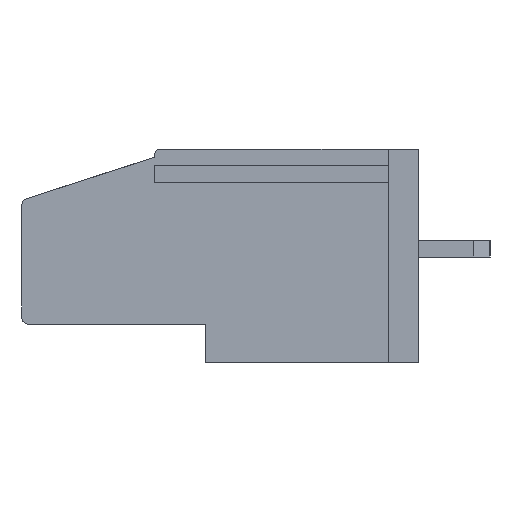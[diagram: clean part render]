
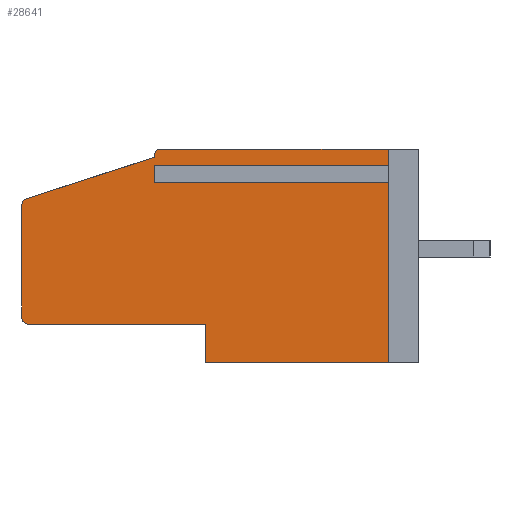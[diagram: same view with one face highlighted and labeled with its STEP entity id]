
A CAD part, left-side view. The second image highlights one B-rep face of the part: STEP entity #28641.
In plain terms, the highlighted planar face has unit normal (-1, 0, 0).
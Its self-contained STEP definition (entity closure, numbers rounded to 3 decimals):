
#165 = EDGE_CURVE ( 'NONE', #37952, #3457, #32960, .T. ) ;
#549 = ORIENTED_EDGE ( 'NONE', *, *, #13026, .F. ) ;
#993 = VERTEX_POINT ( 'NONE', #10651 ) ;
#1109 = CARTESIAN_POINT ( 'NONE',  ( 0., 1.5, 10.5 ) ) ;
#1714 = CARTESIAN_POINT ( 'NONE',  ( 0., 13., 9.098 ) ) ;
#1727 = EDGE_CURVE ( 'NONE', #38440, #37952, #4623, .T. ) ;
#1736 = DIRECTION ( 'NONE',  ( 1., 0., 0. ) ) ;
#1927 = PLANE ( 'NONE',  #35226 ) ;
#2878 = VERTEX_POINT ( 'NONE', #12211 ) ;
#3457 = VERTEX_POINT ( 'NONE', #4117 ) ;
#4117 = CARTESIAN_POINT ( 'NONE',  ( 0., 1.5, 0. ) ) ;
#4393 = CARTESIAN_POINT ( 'NONE',  ( 0., 19.5, 8. ) ) ;
#4623 = LINE ( 'NONE', #14108, #31447 ) ;
#4992 = CARTESIAN_POINT ( 'NONE',  ( 0., 1.5, 9.098 ) ) ;
#5538 = DIRECTION ( 'NONE',  ( 0., 1., 0. ) ) ;
#5645 = VERTEX_POINT ( 'NONE', #36025 ) ;
#5741 = LINE ( 'NONE', #11686, #35136 ) ;
#5744 = CARTESIAN_POINT ( 'NONE',  ( 0., 13., 10.2 ) ) ;
#5792 = ORIENTED_EDGE ( 'NONE', *, *, #29206, .T. ) ;
#6398 = DIRECTION ( 'NONE',  ( 0., 0., 1. ) ) ;
#6436 = ORIENTED_EDGE ( 'NONE', *, *, #19899, .T. ) ;
#7071 = EDGE_CURVE ( 'NONE', #18963, #27331, #13870, .T. ) ;
#7076 = ORIENTED_EDGE ( 'NONE', *, *, #12930, .F. ) ;
#7287 = DIRECTION ( 'NONE',  ( -1., 0., 0. ) ) ;
#7424 = VECTOR ( 'NONE', #6398, 1000. ) ;
#8343 = CARTESIAN_POINT ( 'NONE',  ( 0., 13., 9.502 ) ) ;
#8615 = CIRCLE ( 'NONE', #24082, 0.3 ) ;
#8620 = VERTEX_POINT ( 'NONE', #13524 ) ;
#8638 = FACE_OUTER_BOUND ( 'NONE', #17795, .T. ) ;
#9135 = EDGE_CURVE ( 'NONE', #18963, #39195, #20582, .T. ) ;
#9286 = DIRECTION ( 'NONE',  ( 0., 0., 1. ) ) ;
#9698 = VECTOR ( 'NONE', #33469, 1000. ) ;
#10233 = ORIENTED_EDGE ( 'NONE', *, *, #11842, .F. ) ;
#10495 = VERTEX_POINT ( 'NONE', #15670 ) ;
#10601 = DIRECTION ( 'NONE',  ( 0., 0., -1. ) ) ;
#10651 = CARTESIAN_POINT ( 'NONE',  ( 0., 19.2, 1.9 ) ) ;
#10913 = DIRECTION ( 'NONE',  ( 0., -0.952, 0.307 ) ) ;
#10999 = DIRECTION ( 'NONE',  ( 0., 0., -1. ) ) ;
#11532 = LINE ( 'NONE', #8343, #32153 ) ;
#11686 = CARTESIAN_POINT ( 'NONE',  ( 0., 13., 9.502 ) ) ;
#11842 = EDGE_CURVE ( 'NONE', #14693, #32672, #19479, .T. ) ;
#11869 = CARTESIAN_POINT ( 'NONE',  ( 0., 19.5, 10.5 ) ) ;
#11951 = CARTESIAN_POINT ( 'NONE',  ( 0., 12.7, 10.5 ) ) ;
#12211 = CARTESIAN_POINT ( 'NONE',  ( 0., 1.5, 9.502 ) ) ;
#12374 = LINE ( 'NONE', #28786, #18297 ) ;
#12459 = EDGE_CURVE ( 'NONE', #39195, #2878, #17320, .T. ) ;
#12930 = EDGE_CURVE ( 'NONE', #5645, #38440, #11532, .T. ) ;
#13026 = EDGE_CURVE ( 'NONE', #32672, #993, #21129, .T. ) ;
#13524 = CARTESIAN_POINT ( 'NONE',  ( 0., 13., 10.1 ) ) ;
#13611 = CARTESIAN_POINT ( 'NONE',  ( 0., 19.2, 2.2 ) ) ;
#13719 = VERTEX_POINT ( 'NONE', #34718 ) ;
#13792 = ORIENTED_EDGE ( 'NONE', *, *, #9135, .F. ) ;
#13870 = CIRCLE ( 'NONE', #19873, 0.3 ) ;
#14108 = CARTESIAN_POINT ( 'NONE',  ( 0., 13., 9.098 ) ) ;
#14338 = ORIENTED_EDGE ( 'NONE', *, *, #12459, .F. ) ;
#14693 = VERTEX_POINT ( 'NONE', #40130 ) ;
#15670 = CARTESIAN_POINT ( 'NONE',  ( 0., 19.292, 8.067 ) ) ;
#15865 = CARTESIAN_POINT ( 'NONE',  ( 0., 12.7, 10.2 ) ) ;
#16003 = EDGE_CURVE ( 'NONE', #5645, #2878, #5741, .T. ) ;
#16049 = ORIENTED_EDGE ( 'NONE', *, *, #16003, .T. ) ;
#16145 = ORIENTED_EDGE ( 'NONE', *, *, #21122, .F. ) ;
#16763 = EDGE_CURVE ( 'NONE', #10495, #8620, #20592, .T. ) ;
#17085 = VECTOR ( 'NONE', #10601, 1000. ) ;
#17320 = LINE ( 'NONE', #30174, #41597 ) ;
#17697 = CARTESIAN_POINT ( 'NONE',  ( 0., 10.5, 1.9 ) ) ;
#17795 = EDGE_LOOP ( 'NONE', ( #16145, #5792, #549, #10233, #33418, #18375, #22195, #7076, #16049, #14338, #13792, #39691, #31613, #18538, #6436 ) ) ;
#18297 = VECTOR ( 'NONE', #38147, 1000. ) ;
#18375 = ORIENTED_EDGE ( 'NONE', *, *, #165, .F. ) ;
#18538 = ORIENTED_EDGE ( 'NONE', *, *, #16763, .F. ) ;
#18599 = DIRECTION ( 'NONE',  ( -1., 0., 0. ) ) ;
#18819 = EDGE_CURVE ( 'NONE', #14693, #3457, #12374, .T. ) ;
#18963 = VERTEX_POINT ( 'NONE', #11951 ) ;
#19038 = LINE ( 'NONE', #37878, #7424 ) ;
#19045 = DIRECTION ( 'NONE',  ( 0., 0., -1. ) ) ;
#19479 = LINE ( 'NONE', #35101, #33746 ) ;
#19765 = DIRECTION ( 'NONE',  ( 0., -1., 0. ) ) ;
#19873 = AXIS2_PLACEMENT_3D ( 'NONE', #15865, #28938, #19045 ) ;
#19899 = EDGE_CURVE ( 'NONE', #10495, #24456, #21646, .T. ) ;
#20380 = CARTESIAN_POINT ( 'NONE',  ( 0., 19.5, 10.5 ) ) ;
#20582 = LINE ( 'NONE', #20380, #9698 ) ;
#20592 = LINE ( 'NONE', #4393, #37388 ) ;
#21122 = EDGE_CURVE ( 'NONE', #13719, #24456, #41031, .T. ) ;
#21129 = LINE ( 'NONE', #40850, #24161 ) ;
#21170 = DIRECTION ( 'NONE',  ( 0., 0., -1. ) ) ;
#21528 = DIRECTION ( 'NONE',  ( 0., -1., 0. ) ) ;
#21646 = CIRCLE ( 'NONE', #33158, 0.3 ) ;
#22195 = ORIENTED_EDGE ( 'NONE', *, *, #1727, .F. ) ;
#23004 = CARTESIAN_POINT ( 'NONE',  ( 0., 19.5, 7.782 ) ) ;
#23809 = DIRECTION ( 'NONE',  ( 0., 0., -1. ) ) ;
#24082 = AXIS2_PLACEMENT_3D ( 'NONE', #13611, #7287, #35740 ) ;
#24161 = VECTOR ( 'NONE', #5538, 1000. ) ;
#24456 = VERTEX_POINT ( 'NONE', #23004 ) ;
#24879 = CARTESIAN_POINT ( 'NONE',  ( 0., 19.2, 7.782 ) ) ;
#27331 = VERTEX_POINT ( 'NONE', #5744 ) ;
#28641 = ADVANCED_FACE ( 'NONE', ( #8638 ), #1927, .F. ) ;
#28786 = CARTESIAN_POINT ( 'NONE',  ( 0., 19.5, 0. ) ) ;
#28938 = DIRECTION ( 'NONE',  ( -1., 0., 0. ) ) ;
#29206 = EDGE_CURVE ( 'NONE', #13719, #993, #8615, .T. ) ;
#30174 = CARTESIAN_POINT ( 'NONE',  ( 0., 1.5, 10.5 ) ) ;
#31447 = VECTOR ( 'NONE', #19765, 1000. ) ;
#31613 = ORIENTED_EDGE ( 'NONE', *, *, #34023, .F. ) ;
#32153 = VECTOR ( 'NONE', #21170, 1000. ) ;
#32355 = DIRECTION ( 'NONE',  ( 0., 0., 1. ) ) ;
#32672 = VERTEX_POINT ( 'NONE', #17697 ) ;
#32960 = LINE ( 'NONE', #35903, #17085 ) ;
#33158 = AXIS2_PLACEMENT_3D ( 'NONE', #24879, #18599, #35267 ) ;
#33418 = ORIENTED_EDGE ( 'NONE', *, *, #18819, .T. ) ;
#33469 = DIRECTION ( 'NONE',  ( 0., -1., 0. ) ) ;
#33746 = VECTOR ( 'NONE', #32355, 1000. ) ;
#34023 = EDGE_CURVE ( 'NONE', #8620, #27331, #19038, .T. ) ;
#34718 = CARTESIAN_POINT ( 'NONE',  ( 0., 19.5, 2.2 ) ) ;
#35101 = CARTESIAN_POINT ( 'NONE',  ( 0., 10.5, 1.9 ) ) ;
#35136 = VECTOR ( 'NONE', #21528, 1000. ) ;
#35226 = AXIS2_PLACEMENT_3D ( 'NONE', #36966, #1736, #10999 ) ;
#35267 = DIRECTION ( 'NONE',  ( 0., 0., -1. ) ) ;
#35740 = DIRECTION ( 'NONE',  ( 0., 0., -1. ) ) ;
#35903 = CARTESIAN_POINT ( 'NONE',  ( 0., 1.5, 10.5 ) ) ;
#36025 = CARTESIAN_POINT ( 'NONE',  ( 0., 13., 9.502 ) ) ;
#36966 = CARTESIAN_POINT ( 'NONE',  ( 0., 19.5, 10.5 ) ) ;
#37388 = VECTOR ( 'NONE', #10913, 1000. ) ;
#37878 = CARTESIAN_POINT ( 'NONE',  ( 0., 13., 10.1 ) ) ;
#37952 = VERTEX_POINT ( 'NONE', #4992 ) ;
#38147 = DIRECTION ( 'NONE',  ( 0., -1., 0. ) ) ;
#38440 = VERTEX_POINT ( 'NONE', #1714 ) ;
#38681 = VECTOR ( 'NONE', #9286, 1000. ) ;
#39195 = VERTEX_POINT ( 'NONE', #1109 ) ;
#39691 = ORIENTED_EDGE ( 'NONE', *, *, #7071, .T. ) ;
#40130 = CARTESIAN_POINT ( 'NONE',  ( 0., 10.5, 0. ) ) ;
#40850 = CARTESIAN_POINT ( 'NONE',  ( 0., 19.5, 1.9 ) ) ;
#41031 = LINE ( 'NONE', #11869, #38681 ) ;
#41597 = VECTOR ( 'NONE', #23809, 1000. ) ;
